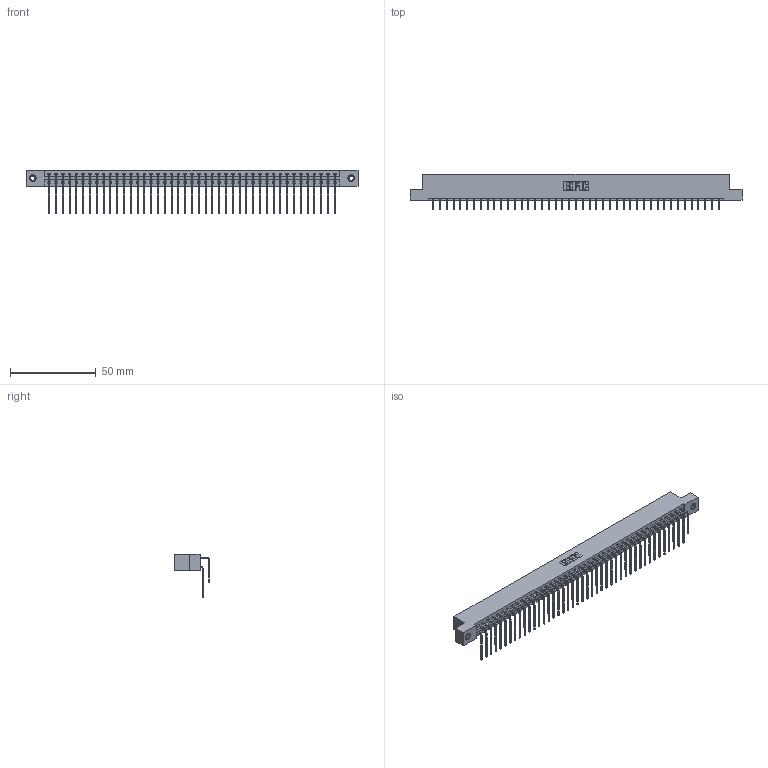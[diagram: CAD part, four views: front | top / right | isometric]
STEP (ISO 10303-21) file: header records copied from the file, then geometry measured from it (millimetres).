
FILE_DESCRIPTION (( 'STEP AP203' ), '1' );
FILE_NAME ('337-086-559-207.STEP', '2019-10-10T15:29:59', ( '' ), ( '' ), 'SwSTEP 2.0', 'SolidWorks 2016', '' );
FILE_SCHEMA (( 'CONFIG_CONTROL_DESIGN' ));
Length unit declared in the file: inch
Products named in the file (5): 345-292-001_558 559 Tail - 1; 345-292-001_559 Tail - 2; 337-086-559-207; 337 Part_Flush Mounting Lugs - 0.156 Dia-TI; 345-250-001_345-250-005-103
Assembly tree (89 placements, depth 2):
  337-086-559-207
    337 Part_Flush Mounting Lugs - 0.156 Dia-TI
    345-292-001_558 559 Tail - 1  x43
    345-292-001_559 Tail - 2  x43
    345-250-001_345-250-005-103  x2
Bounding box: 193.4 x 20.9 x 25.53 mm (x, y, z)
Volume: 20877.5 mm3; surface area: 26138.8 mm2
Topology: 89 solids, 89 shells, 4990 faces, 14809 edges, 9750 vertices
Faces by surface type: plane 3542, cylinder 1432, cone 12, torus 4
Entity records: 36180 total; most frequent: CARTESIAN_POINT 6120, ORIENTED_EDGE 5998, DIRECTION 5217, EDGE_CURVE 2999, VECTOR 2811, LINE 2811, VERTEX_POINT 1992, AXIS2_PLACEMENT_3D 1203
